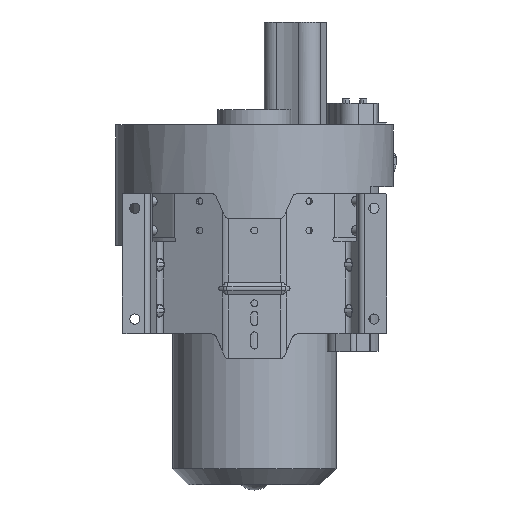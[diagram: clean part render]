
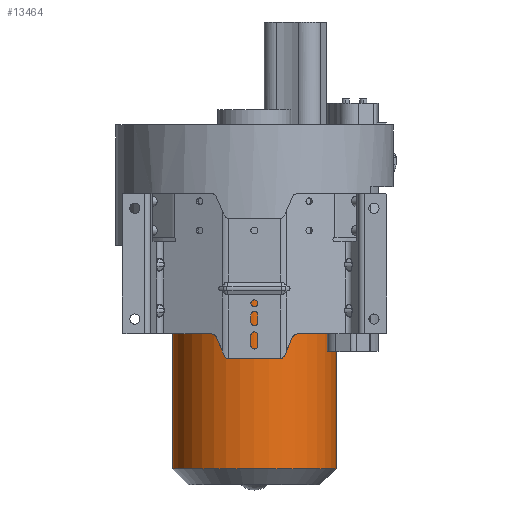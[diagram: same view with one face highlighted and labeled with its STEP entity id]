
A CAD part, front view. The second image highlights one B-rep face of the part: STEP entity #13464.
In plain terms, the highlighted cylindrical face has radius 112 mm (diameter 224 mm), a partial arc.
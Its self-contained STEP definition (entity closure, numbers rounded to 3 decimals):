
#960 = CIRCLE ( 'NONE', #26512, 112. ) ;
#996 = CARTESIAN_POINT ( 'NONE',  ( 0., 0., -40.8 ) ) ;
#1644 = AXIS2_PLACEMENT_3D ( 'NONE', #8089, #24511, #10507 ) ;
#3525 = DIRECTION ( 'NONE',  ( 0., 0., -1. ) ) ;
#3949 = EDGE_CURVE ( 'NONE', #4852, #12314, #16906, .T. ) ;
#4147 = EDGE_CURVE ( 'NONE', #9068, #12314, #18090, .T. ) ;
#4786 = DIRECTION ( 'NONE',  ( -1., 0., 0. ) ) ;
#4852 = VERTEX_POINT ( 'NONE', #7820 ) ;
#5061 = DIRECTION ( 'NONE',  ( 0., 0., -1. ) ) ;
#5417 = CARTESIAN_POINT ( 'NONE',  ( -112., 0., -40.8 ) ) ;
#7302 = CARTESIAN_POINT ( 'NONE',  ( -112., 0., -347. ) ) ;
#7725 = ORIENTED_EDGE ( 'NONE', *, *, #12656, .T. ) ;
#7820 = CARTESIAN_POINT ( 'NONE',  ( 112., 0., -40.8 ) ) ;
#8089 = CARTESIAN_POINT ( 'NONE',  ( 0., 0., -347. ) ) ;
#8145 = VECTOR ( 'NONE', #14729, 1000. ) ;
#9068 = VERTEX_POINT ( 'NONE', #7302 ) ;
#9338 = EDGE_CURVE ( 'NONE', #4852, #18190, #960, .T. ) ;
#10507 = DIRECTION ( 'NONE',  ( -1., 0., 0. ) ) ;
#11546 = ORIENTED_EDGE ( 'NONE', *, *, #3949, .F. ) ;
#12314 = VERTEX_POINT ( 'NONE', #18740 ) ;
#12656 = EDGE_CURVE ( 'NONE', #18190, #9068, #25773, .T. ) ;
#13109 = CARTESIAN_POINT ( 'NONE',  ( 112., 0., -40.8 ) ) ;
#13464 = ADVANCED_FACE ( 'NONE', ( #23528 ), #17129, .T. ) ;
#14729 = DIRECTION ( 'NONE',  ( 0., 0., -1. ) ) ;
#14948 = DIRECTION ( 'NONE',  ( -1., 0., 0. ) ) ;
#16906 = LINE ( 'NONE', #13109, #8145 ) ;
#17129 = CYLINDRICAL_SURFACE ( 'NONE', #18789, 112. ) ;
#17184 = EDGE_LOOP ( 'NONE', ( #11546, #24397, #7725, #24118 ) ) ;
#18090 = CIRCLE ( 'NONE', #1644, 112. ) ;
#18190 = VERTEX_POINT ( 'NONE', #26671 ) ;
#18740 = CARTESIAN_POINT ( 'NONE',  ( 112., 0., -347. ) ) ;
#18789 = AXIS2_PLACEMENT_3D ( 'NONE', #996, #5061, #4786 ) ;
#23244 = DIRECTION ( 'NONE',  ( 0., 0., -1. ) ) ;
#23528 = FACE_OUTER_BOUND ( 'NONE', #17184, .T. ) ;
#23547 = VECTOR ( 'NONE', #3525, 1000. ) ;
#24118 = ORIENTED_EDGE ( 'NONE', *, *, #4147, .T. ) ;
#24397 = ORIENTED_EDGE ( 'NONE', *, *, #9338, .T. ) ;
#24511 = DIRECTION ( 'NONE',  ( 0., 0., 1. ) ) ;
#25535 = CARTESIAN_POINT ( 'NONE',  ( 0., 0., -40.8 ) ) ;
#25773 = LINE ( 'NONE', #5417, #23547 ) ;
#26512 = AXIS2_PLACEMENT_3D ( 'NONE', #25535, #23244, #14948 ) ;
#26671 = CARTESIAN_POINT ( 'NONE',  ( -112., 0., -40.8 ) ) ;
